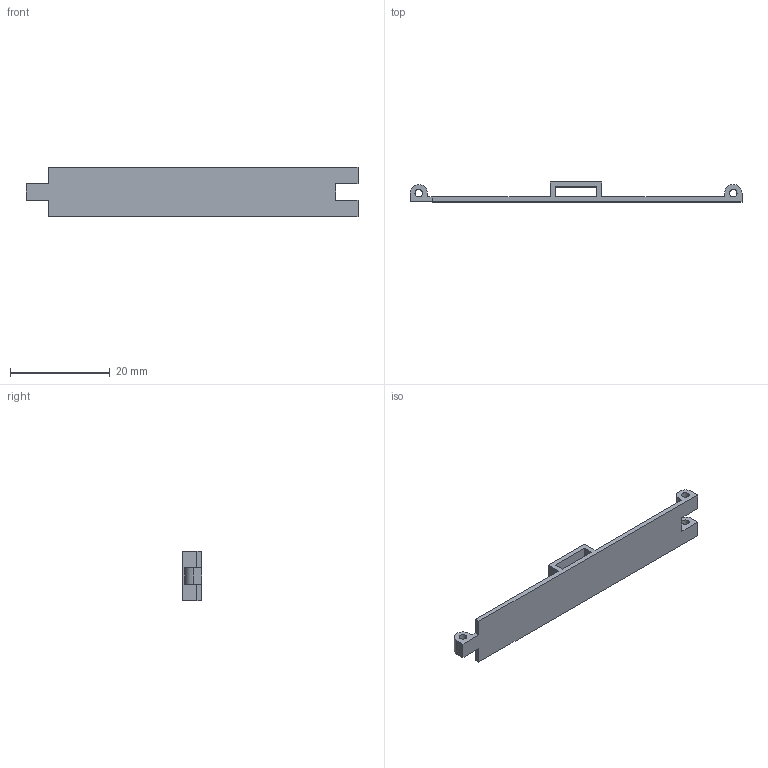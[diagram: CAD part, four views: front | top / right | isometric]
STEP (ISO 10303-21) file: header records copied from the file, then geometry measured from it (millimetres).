
FILE_DESCRIPTION(/* description */ (''),/* implementation_level */ '2;1');
FILE_NAME(/* name */ 'CP-P1v1.stp',/* time_stamp */ '2024-07-10T19:21:05+01:00',/* author */ ('thiba'),/* organization */ (''),/* preprocessor_version */ 'ST-DEVELOPER v20',/* originating_system */ 'Autodesk Inventor 2025',/* authorisation */ '');
FILE_SCHEMA (('AUTOMOTIVE_DESIGN { 1 0 10303 214 3 1 1 }'));
Length unit declared in the file: millimetre
Products named in the file (1): P2v5
Bounding box: 66.5 x 4 x 10 mm (x, y, z)
Volume: 819.7 mm3; surface area: 1812.7 mm2
Topology: 1 solids, 1 shells, 31 faces, 87 edges, 58 vertices
Faces by surface type: plane 25, cylinder 6
Full cylindrical faces by diameter (mm): 1.5 x3
Entity records: 1052 total; most frequent: CARTESIAN_POINT 177, ORIENTED_EDGE 174, DIRECTION 163, EDGE_CURVE 87, LINE 75, VECTOR 75, VERTEX_POINT 58, AXIS2_PLACEMENT_3D 44
